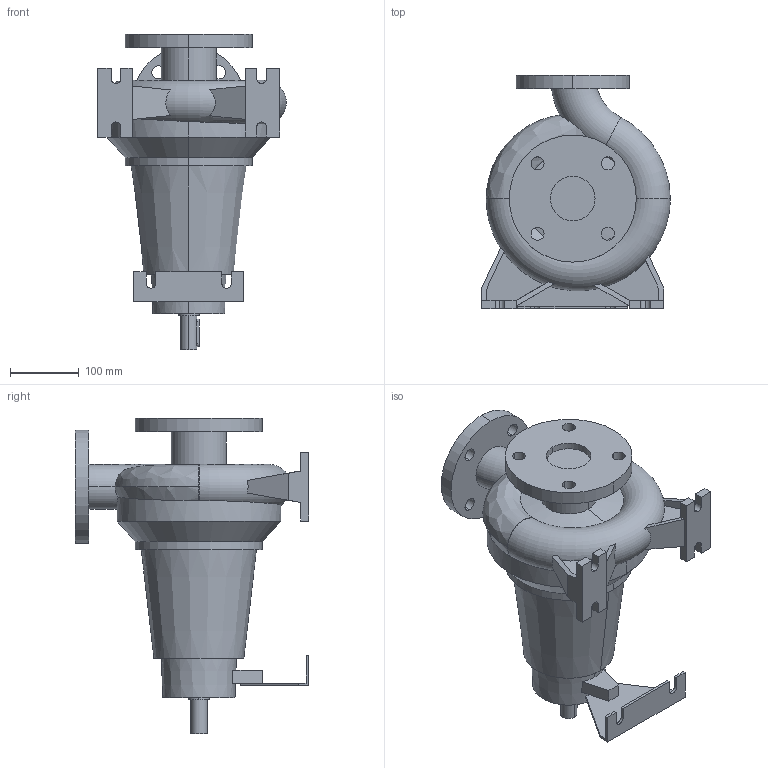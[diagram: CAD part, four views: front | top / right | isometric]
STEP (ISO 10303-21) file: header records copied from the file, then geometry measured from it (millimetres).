
FILE_DESCRIPTION (( 'STEP AP203' ), '1' );
FILE_NAME ('10017783swp00.step', '2023-07-10T11:00:41', ( '' ), ( '' ), 'SwSTEP 2.0', 'SolidWorks 2020', '' );
FILE_SCHEMA (( 'CONFIG_CONTROL_DESIGN' ));
Length unit declared in the file: millimetre
Products named in the file (1): 10017783swp00
Bounding box: 274.46 x 340 x 460 mm (x, y, z)
Volume: 10099758.8 mm3; surface area: 490562.6 mm2
Topology: 1 solids, 1 shells, 155 faces, 421 edges, 279 vertices
Faces by surface type: plane 92, cylinder 48, cone 8, torus 5, bspline 2
Entity records: 6391 total; most frequent: CARTESIAN_POINT 2334, ORIENTED_EDGE 842, DIRECTION 808, EDGE_CURVE 421, VERTEX_POINT 279, AXIS2_PLACEMENT_3D 277, VECTOR 254, LINE 254
